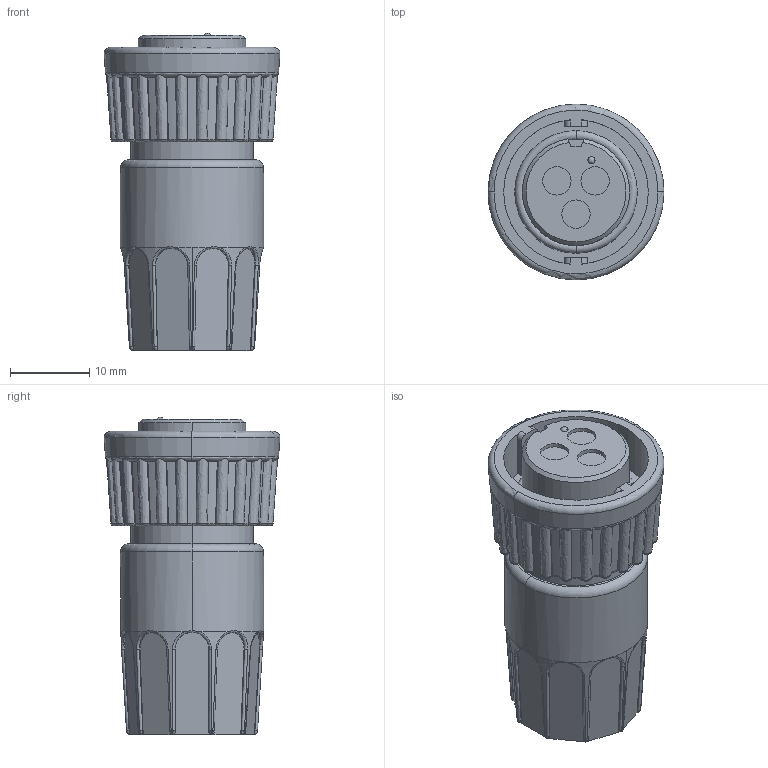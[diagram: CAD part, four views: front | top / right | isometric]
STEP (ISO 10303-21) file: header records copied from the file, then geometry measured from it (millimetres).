
FILE_DESCRIPTION (( 'STEP AP203' ), '1' );
FILE_NAME ('3182-3SG-3DC.STEP', '2016-08-23T15:18:40', ( '' ), ( '' ), 'SwSTEP 2.0', 'SolidWorks 2014', '' );
FILE_SCHEMA (( 'CONFIG_CONTROL_DESIGN' ));
Length unit declared in the file: inch
Products named in the file (1): 3182-3SG-3DC
Bounding box: 22.22 x 22.22 x 40.13 mm (x, y, z)
Volume: 9207.7 mm3; surface area: 4082.4 mm2
Topology: 1 solids, 1 shells, 323 faces, 886 edges, 575 vertices
Faces by surface type: bspline 147, plane 76, cylinder 39, cone 39, torus 21, sphere 1
Entity records: 16931 total; most frequent: CARTESIAN_POINT 10138, ORIENTED_EDGE 1766, DIRECTION 972, EDGE_CURVE 883, VERTEX_POINT 573, AXIS2_PLACEMENT_3D 409, B_SPLINE_CURVE_WITH_KNOTS 400, EDGE_LOOP 334
